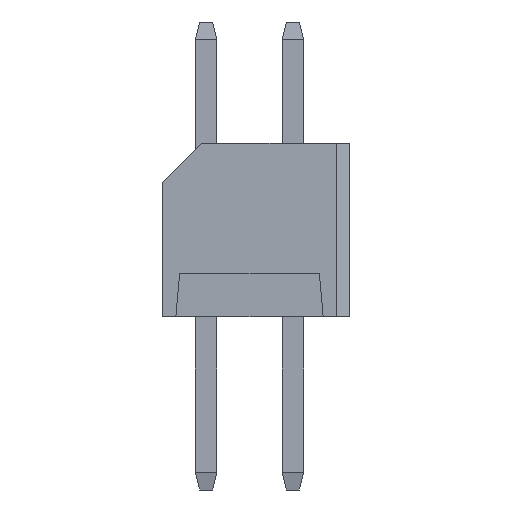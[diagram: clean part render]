
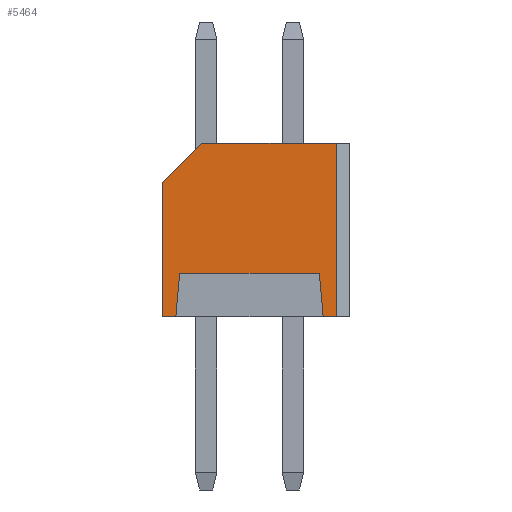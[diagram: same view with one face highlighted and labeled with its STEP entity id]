
A CAD part, left-side view. The second image highlights one B-rep face of the part: STEP entity #5464.
In plain terms, the highlighted planar face has unit normal (-1, 0, 0).
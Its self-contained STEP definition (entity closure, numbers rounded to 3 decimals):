
#401=FACE_OUTER_BOUND('',#714,.T.);
#714=EDGE_LOOP('',(#4613,#4614,#4615,#4616,#4617,#4618,#4619,#4620,#4621));
#1138=LINE('',#8110,#1805);
#1174=LINE('',#8183,#1841);
#1178=LINE('',#8190,#1845);
#1366=LINE('',#8910,#2033);
#1371=LINE('',#8919,#2038);
#1372=LINE('',#8921,#2039);
#1373=LINE('',#8922,#2040);
#1374=LINE('',#8923,#2041);
#1375=LINE('',#8924,#2042);
#1805=VECTOR('',#6661,3.1);
#1841=VECTOR('',#6699,0.3);
#1845=VECTOR('',#6703,0.3);
#2033=VECTOR('',#7139,3.1);
#2038=VECTOR('',#7146,1.004);
#2039=VECTOR('',#7147,3.225);
#2040=VECTOR('',#7148,1.004);
#2041=VECTOR('',#7149,4.);
#2042=VECTOR('',#7150,1.273);
#2344=VERTEX_POINT('',#8107);
#2345=VERTEX_POINT('',#8109);
#2380=VERTEX_POINT('',#8180);
#2381=VERTEX_POINT('',#8182);
#2384=VERTEX_POINT('',#8188);
#2519=VERTEX_POINT('',#8908);
#2520=VERTEX_POINT('',#8909);
#2523=VERTEX_POINT('',#8918);
#2524=VERTEX_POINT('',#8920);
#2955=EDGE_CURVE('',#2344,#2345,#1138,.T.);
#2991=EDGE_CURVE('',#2380,#2381,#1174,.T.);
#2995=EDGE_CURVE('',#2384,#2344,#1178,.T.);
#3238=EDGE_CURVE('',#2519,#2520,#1366,.T.);
#3243=EDGE_CURVE('',#2523,#2384,#1371,.T.);
#3244=EDGE_CURVE('',#2524,#2523,#1372,.T.);
#3245=EDGE_CURVE('',#2381,#2524,#1373,.T.);
#3246=EDGE_CURVE('',#2380,#2519,#1374,.T.);
#3247=EDGE_CURVE('',#2345,#2520,#1375,.T.);
#4613=ORIENTED_EDGE('',*,*,#2955,.F.);
#4614=ORIENTED_EDGE('',*,*,#2995,.F.);
#4615=ORIENTED_EDGE('',*,*,#3243,.F.);
#4616=ORIENTED_EDGE('',*,*,#3244,.F.);
#4617=ORIENTED_EDGE('',*,*,#3245,.F.);
#4618=ORIENTED_EDGE('',*,*,#2991,.F.);
#4619=ORIENTED_EDGE('',*,*,#3246,.T.);
#4620=ORIENTED_EDGE('',*,*,#3238,.T.);
#4621=ORIENTED_EDGE('',*,*,#3247,.F.);
#5020=PLANE('',#5845);
#5464=ADVANCED_FACE('',(#401),#5020,.F.);
#5845=AXIS2_PLACEMENT_3D('',#8917,#7144,#7145);
#6661=DIRECTION('',(0.,0.,1.));
#6699=DIRECTION('',(0.,1.,0.));
#6703=DIRECTION('',(0.,1.,0.));
#7139=DIRECTION('',(0.,1.,0.));
#7144=DIRECTION('center_axis',(1.,0.,0.));
#7145=DIRECTION('ref_axis',(0.,-1.,0.));
#7146=DIRECTION('',(0.,0.087,-0.996));
#7147=DIRECTION('',(0.,1.,0.));
#7148=DIRECTION('',(0.,0.087,0.996));
#7149=DIRECTION('',(0.,0.,1.));
#7150=DIRECTION('',(0.,-0.707,0.707));
#8107=CARTESIAN_POINT('',(0.,4.3,-4.));
#8109=CARTESIAN_POINT('',(0.,4.3,-0.9));
#8110=CARTESIAN_POINT('',(0.,4.3,-4.));
#8180=CARTESIAN_POINT('',(0.,0.3,-4.));
#8182=CARTESIAN_POINT('',(0.,0.6,-4.));
#8183=CARTESIAN_POINT('',(0.,0.3,-4.));
#8188=CARTESIAN_POINT('',(0.,4.,-4.));
#8190=CARTESIAN_POINT('',(0.,4.,-4.));
#8908=CARTESIAN_POINT('',(0.,0.3,0.));
#8909=CARTESIAN_POINT('',(0.,3.4,0.));
#8910=CARTESIAN_POINT('',(0.,0.3,0.));
#8917=CARTESIAN_POINT('Origin',(0.,2.3,-2.));
#8918=CARTESIAN_POINT('',(0.,3.913,-3.));
#8919=CARTESIAN_POINT('',(0.,3.913,-3.));
#8920=CARTESIAN_POINT('',(0.,0.687,-3.));
#8921=CARTESIAN_POINT('',(0.,0.687,-3.));
#8922=CARTESIAN_POINT('',(0.,0.6,-4.));
#8923=CARTESIAN_POINT('',(0.,0.3,-4.));
#8924=CARTESIAN_POINT('',(0.,4.3,-0.9));
